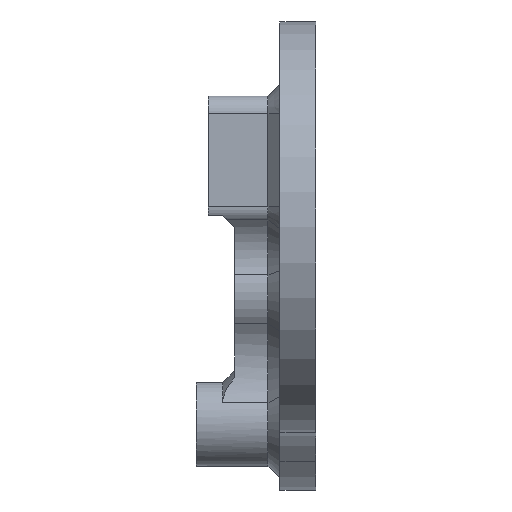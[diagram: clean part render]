
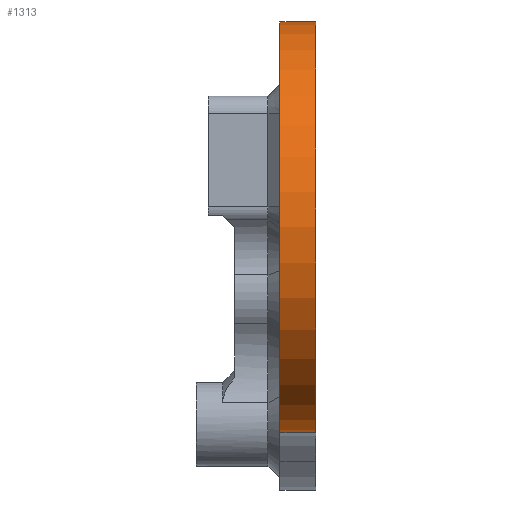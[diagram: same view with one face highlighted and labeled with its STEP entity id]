
A CAD part, left-side view. The second image highlights one B-rep face of the part: STEP entity #1313.
In plain terms, the highlighted cylindrical face has radius 17.2 mm (diameter 34.4 mm), a partial arc.
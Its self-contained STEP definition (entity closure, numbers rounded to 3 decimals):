
#66 = CARTESIAN_POINT ( 'NONE',  ( 0., 0., -17.2 ) ) ;
#149 = EDGE_CURVE ( 'NONE', #657, #1023, #853, .T. ) ;
#340 = DIRECTION ( 'NONE',  ( 0., 1., 0. ) ) ;
#372 = VECTOR ( 'NONE', #415, 1000. ) ;
#415 = DIRECTION ( 'NONE',  ( 0., 1., 0. ) ) ;
#446 = DIRECTION ( 'NONE',  ( 0., 0., -1. ) ) ;
#544 = DIRECTION ( 'NONE',  ( 0., 0., 1. ) ) ;
#564 = CARTESIAN_POINT ( 'NONE',  ( 0., -7., 17.2 ) ) ;
#646 = AXIS2_PLACEMENT_3D ( 'NONE', #1828, #1848, #446 ) ;
#657 = VERTEX_POINT ( 'NONE', #1664 ) ;
#681 = VECTOR ( 'NONE', #340, 1000. ) ;
#767 = ORIENTED_EDGE ( 'NONE', *, *, #1122, .F. ) ;
#839 = AXIS2_PLACEMENT_3D ( 'NONE', #1508, #1520, #544 ) ;
#853 = CIRCLE ( 'NONE', #1205, 17.2 ) ;
#894 = DIRECTION ( 'NONE',  ( 0., 0., -1. ) ) ;
#1023 = VERTEX_POINT ( 'NONE', #1572 ) ;
#1024 = ORIENTED_EDGE ( 'NONE', *, *, #1145, .F. ) ;
#1076 = CARTESIAN_POINT ( 'NONE',  ( 0., -7., -17.2 ) ) ;
#1122 = EDGE_CURVE ( 'NONE', #1235, #657, #1232, .T. ) ;
#1145 = EDGE_CURVE ( 'NONE', #1324, #1235, #1515, .T. ) ;
#1205 = AXIS2_PLACEMENT_3D ( 'NONE', #1792, #1332, #894 ) ;
#1232 = LINE ( 'NONE', #1076, #681 ) ;
#1235 = VERTEX_POINT ( 'NONE', #66 ) ;
#1292 = ORIENTED_EDGE ( 'NONE', *, *, #1337, .T. ) ;
#1313 = ADVANCED_FACE ( 'NONE', ( #1343 ), #1918, .T. ) ;
#1324 = VERTEX_POINT ( 'NONE', #1804 ) ;
#1332 = DIRECTION ( 'NONE',  ( 0., 1., 0. ) ) ;
#1337 = EDGE_CURVE ( 'NONE', #1324, #1023, #1940, .T. ) ;
#1343 = FACE_OUTER_BOUND ( 'NONE', #1806, .T. ) ;
#1508 = CARTESIAN_POINT ( 'NONE',  ( 0., -7., 0. ) ) ;
#1515 = CIRCLE ( 'NONE', #646, 17.2 ) ;
#1520 = DIRECTION ( 'NONE',  ( 0., 1., 0. ) ) ;
#1572 = CARTESIAN_POINT ( 'NONE',  ( 0., 3., 17.2 ) ) ;
#1664 = CARTESIAN_POINT ( 'NONE',  ( 0., 3., -17.2 ) ) ;
#1792 = CARTESIAN_POINT ( 'NONE',  ( 0., 3., 0. ) ) ;
#1804 = CARTESIAN_POINT ( 'NONE',  ( 0., 0., 17.2 ) ) ;
#1806 = EDGE_LOOP ( 'NONE', ( #1024, #1292, #1875, #767 ) ) ;
#1828 = CARTESIAN_POINT ( 'NONE',  ( 0., 0., 0. ) ) ;
#1848 = DIRECTION ( 'NONE',  ( 0., -1., 0. ) ) ;
#1875 = ORIENTED_EDGE ( 'NONE', *, *, #149, .F. ) ;
#1918 = CYLINDRICAL_SURFACE ( 'NONE', #839, 17.2 ) ;
#1940 = LINE ( 'NONE', #564, #372 ) ;
